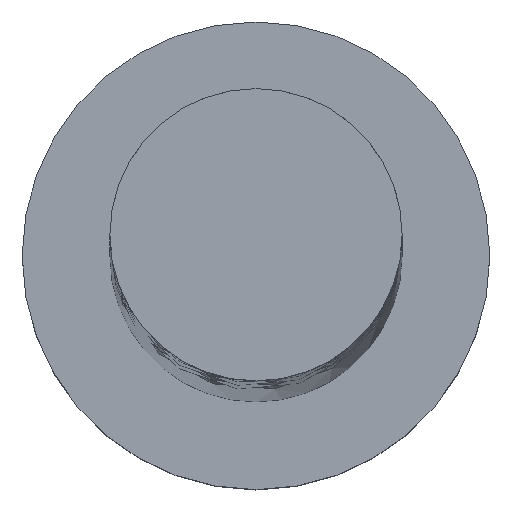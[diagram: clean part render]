
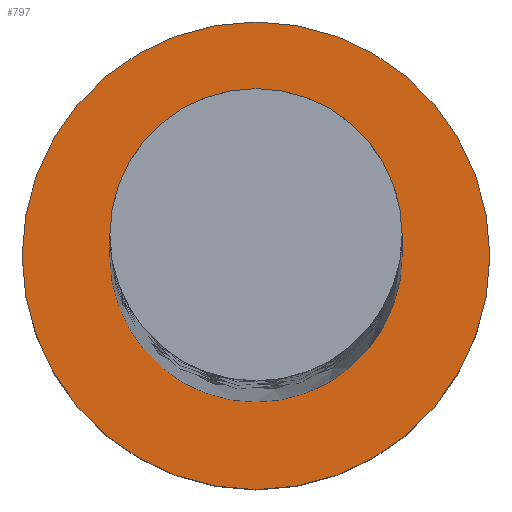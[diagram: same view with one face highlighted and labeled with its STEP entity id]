
A CAD part, top view. The second image highlights one B-rep face of the part: STEP entity #797.
In plain terms, the highlighted planar face has unit normal (0, 0, 1).
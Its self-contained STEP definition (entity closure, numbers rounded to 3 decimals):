
#46 = CIRCLE ( 'NONE', #1327, 6. ) ;
#83 = EDGE_CURVE ( 'NONE', #1195, #687, #46, .T. ) ;
#95 = DIRECTION ( 'NONE',  ( 1., 0., 0. ) ) ;
#103 = CARTESIAN_POINT ( 'NONE',  ( 0., 0., 5. ) ) ;
#130 = DIRECTION ( 'NONE',  ( 0., 0., 1. ) ) ;
#140 = CARTESIAN_POINT ( 'NONE',  ( 0., 0., 5. ) ) ;
#273 = VERTEX_POINT ( 'NONE', #1162 ) ;
#297 = CIRCLE ( 'NONE', #1138, 6. ) ;
#337 = AXIS2_PLACEMENT_3D ( 'NONE', #1873, #1580, #835 ) ;
#339 = ORIENTED_EDGE ( 'NONE', *, *, #1144, .F. ) ;
#362 = AXIS2_PLACEMENT_3D ( 'NONE', #140, #130, #588 ) ;
#395 = CIRCLE ( 'NONE', #589, 3.75 ) ;
#467 = ORIENTED_EDGE ( 'NONE', *, *, #776, .T. ) ;
#511 = CARTESIAN_POINT ( 'NONE',  ( -6., 0., 5. ) ) ;
#561 = EDGE_LOOP ( 'NONE', ( #339, #881 ) ) ;
#588 = DIRECTION ( 'NONE',  ( 1., 0., 0. ) ) ;
#589 = AXIS2_PLACEMENT_3D ( 'NONE', #1522, #1374, #1225 ) ;
#604 = VERTEX_POINT ( 'NONE', #1145 ) ;
#687 = VERTEX_POINT ( 'NONE', #511 ) ;
#699 = DIRECTION ( 'NONE',  ( 1., 0., 0. ) ) ;
#776 = EDGE_CURVE ( 'NONE', #687, #1195, #297, .T. ) ;
#797 = ADVANCED_FACE ( 'NONE', ( #1595, #1921 ), #1761, .T. ) ;
#835 = DIRECTION ( 'NONE',  ( 1., 0., 0. ) ) ;
#881 = ORIENTED_EDGE ( 'NONE', *, *, #1544, .F. ) ;
#970 = DIRECTION ( 'NONE',  ( 0., 0., 1. ) ) ;
#974 = ORIENTED_EDGE ( 'NONE', *, *, #83, .T. ) ;
#1138 = AXIS2_PLACEMENT_3D ( 'NONE', #103, #970, #699 ) ;
#1144 = EDGE_CURVE ( 'NONE', #604, #273, #395, .T. ) ;
#1145 = CARTESIAN_POINT ( 'NONE',  ( -3.75, 0., 5. ) ) ;
#1162 = CARTESIAN_POINT ( 'NONE',  ( 3.75, 0., 5. ) ) ;
#1195 = VERTEX_POINT ( 'NONE', #1680 ) ;
#1225 = DIRECTION ( 'NONE',  ( 1., 0., 0. ) ) ;
#1327 = AXIS2_PLACEMENT_3D ( 'NONE', #1428, #1438, #95 ) ;
#1374 = DIRECTION ( 'NONE',  ( 0., 0., 1. ) ) ;
#1428 = CARTESIAN_POINT ( 'NONE',  ( 0., 0., 5. ) ) ;
#1438 = DIRECTION ( 'NONE',  ( 0., 0., 1. ) ) ;
#1473 = EDGE_LOOP ( 'NONE', ( #467, #974 ) ) ;
#1522 = CARTESIAN_POINT ( 'NONE',  ( 0., 0., 5. ) ) ;
#1544 = EDGE_CURVE ( 'NONE', #273, #604, #1617, .T. ) ;
#1580 = DIRECTION ( 'NONE',  ( 0., 0., 1. ) ) ;
#1595 = FACE_BOUND ( 'NONE', #561, .T. ) ;
#1617 = CIRCLE ( 'NONE', #337, 3.75 ) ;
#1680 = CARTESIAN_POINT ( 'NONE',  ( 6., 0., 5. ) ) ;
#1761 = PLANE ( 'NONE',  #362 ) ;
#1873 = CARTESIAN_POINT ( 'NONE',  ( 0., 0., 5. ) ) ;
#1921 = FACE_OUTER_BOUND ( 'NONE', #1473, .T. ) ;
